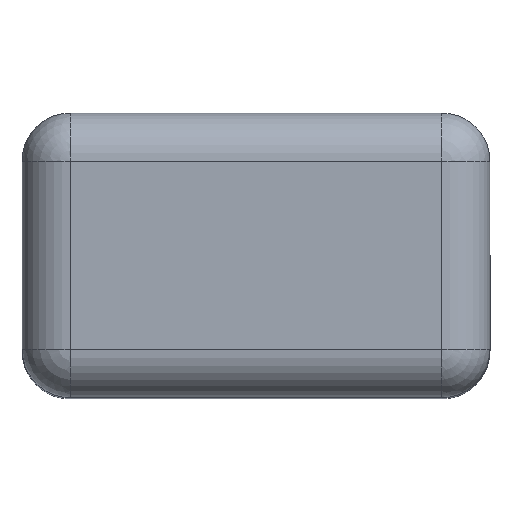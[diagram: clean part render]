
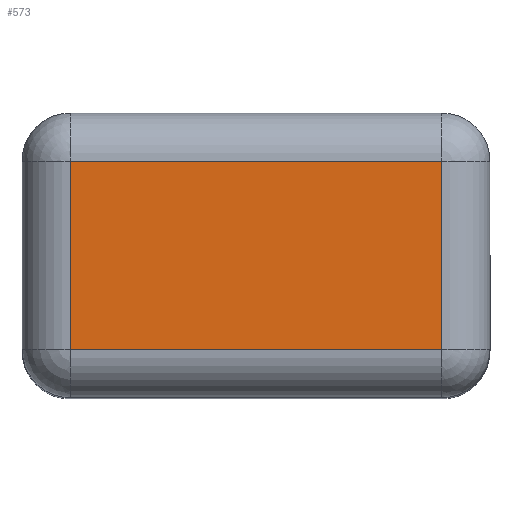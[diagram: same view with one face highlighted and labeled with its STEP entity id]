
A CAD part, top view. The second image highlights one B-rep face of the part: STEP entity #573.
In plain terms, the highlighted face is planar.
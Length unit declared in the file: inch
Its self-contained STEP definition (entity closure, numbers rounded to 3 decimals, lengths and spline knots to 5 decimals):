
#26 = VECTOR ( 'NONE', #1928, 39.37008 ) ;
#32 = CARTESIAN_POINT ( 'NONE',  ( -0.07677, 0., 0.15157 ) ) ;
#99 = CARTESIAN_POINT ( 'NONE',  ( 0.07677, 0., -0.15157 ) ) ;
#163 = VECTOR ( 'NONE', #1001, 39.37008 ) ;
#187 = DIRECTION ( 'NONE',  ( 0., 1., 0. ) ) ;
#203 = CARTESIAN_POINT ( 'NONE',  ( 0.07677, 0., 0.15157 ) ) ;
#219 = VERTEX_POINT ( 'NONE', #32 ) ;
#226 = FACE_OUTER_BOUND ( 'NONE', #2145, .T. ) ;
#247 = CARTESIAN_POINT ( 'NONE',  ( -0.07677, 0., -0.15157 ) ) ;
#381 = ORIENTED_EDGE ( 'NONE', *, *, #1934, .T. ) ;
#407 = LINE ( 'NONE', #1350, #2182 ) ;
#573 = ADVANCED_FACE ( 'NONE', ( #226 ), #3049, .F. ) ;
#757 = CARTESIAN_POINT ( 'NONE',  ( 0.07677, 0., 0. ) ) ;
#1001 = DIRECTION ( 'NONE',  ( 0., 0., -1. ) ) ;
#1211 = LINE ( 'NONE', #757, #26 ) ;
#1297 = DIRECTION ( 'NONE',  ( -1., 0., 0. ) ) ;
#1350 = CARTESIAN_POINT ( 'NONE',  ( 0., 0., -0.15157 ) ) ;
#1445 = CARTESIAN_POINT ( 'NONE',  ( -0.07677, 0., 0. ) ) ;
#1454 = AXIS2_PLACEMENT_3D ( 'NONE', #1863, #187, #1848 ) ;
#1728 = LINE ( 'NONE', #1445, #163 ) ;
#1808 = EDGE_CURVE ( 'NONE', #2052, #219, #2897, .T. ) ;
#1817 = VERTEX_POINT ( 'NONE', #99 ) ;
#1848 = DIRECTION ( 'NONE',  ( 0., 0., 1. ) ) ;
#1863 = CARTESIAN_POINT ( 'NONE',  ( 0., 0., 0. ) ) ;
#1928 = DIRECTION ( 'NONE',  ( 0., 0., 1. ) ) ;
#1934 = EDGE_CURVE ( 'NONE', #2662, #1817, #407, .T. ) ;
#2052 = VERTEX_POINT ( 'NONE', #203 ) ;
#2075 = DIRECTION ( 'NONE',  ( 1., 0., 0. ) ) ;
#2103 = ORIENTED_EDGE ( 'NONE', *, *, #1808, .T. ) ;
#2145 = EDGE_LOOP ( 'NONE', ( #2103, #2264, #381, #2509 ) ) ;
#2182 = VECTOR ( 'NONE', #2075, 39.37008 ) ;
#2264 = ORIENTED_EDGE ( 'NONE', *, *, #2329, .T. ) ;
#2329 = EDGE_CURVE ( 'NONE', #219, #2662, #1728, .T. ) ;
#2431 = VECTOR ( 'NONE', #1297, 39.37008 ) ;
#2509 = ORIENTED_EDGE ( 'NONE', *, *, #2687, .T. ) ;
#2662 = VERTEX_POINT ( 'NONE', #247 ) ;
#2687 = EDGE_CURVE ( 'NONE', #1817, #2052, #1211, .T. ) ;
#2897 = LINE ( 'NONE', #2911, #2431 ) ;
#2911 = CARTESIAN_POINT ( 'NONE',  ( 0., 0., 0.15157 ) ) ;
#3049 = PLANE ( 'NONE',  #1454 ) ;
